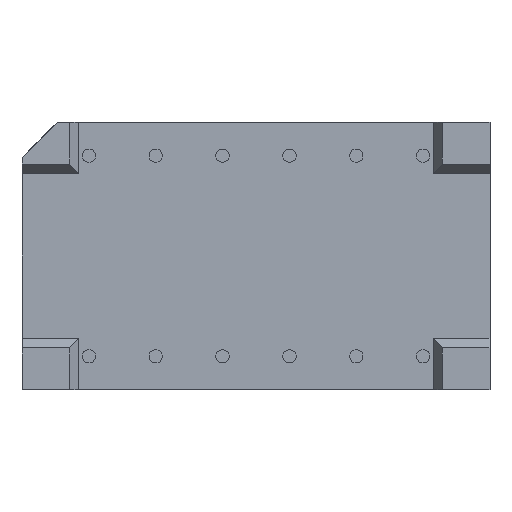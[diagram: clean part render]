
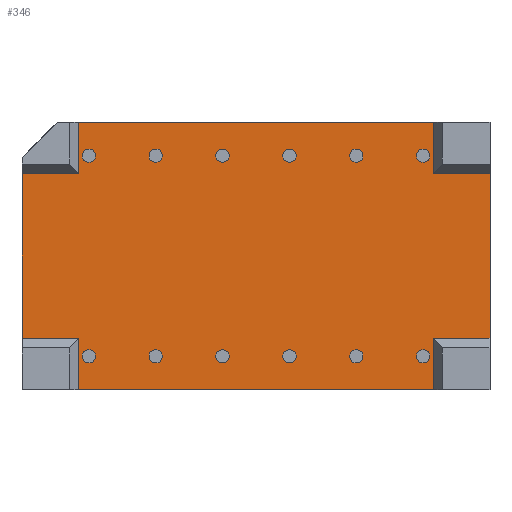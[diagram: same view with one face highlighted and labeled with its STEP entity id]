
A CAD part, front view. The second image highlights one B-rep face of the part: STEP entity #346.
In plain terms, the highlighted planar face has unit normal (0, -1, 0).
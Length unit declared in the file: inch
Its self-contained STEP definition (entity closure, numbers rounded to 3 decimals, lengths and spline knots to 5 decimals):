
#23 = VECTOR ( 'NONE', #2022, 39.37008 ) ;
#60 = EDGE_CURVE ( 'NONE', #640, #2977, #2320, .T. ) ;
#140 = CARTESIAN_POINT ( 'NONE',  ( 0.35, 0.02, -0.12287 ) ) ;
#265 = CARTESIAN_POINT ( 'NONE',  ( -0.26591, 0.02, -0.2 ) ) ;
#266 = CARTESIAN_POINT ( 'NONE',  ( 0.26591, 0.02, -0.2 ) ) ;
#270 = CARTESIAN_POINT ( 'NONE',  ( -0.35, 0.02, 0.12287 ) ) ;
#306 = DIRECTION ( 'NONE',  ( -1., 0., 0. ) ) ;
#331 = VERTEX_POINT ( 'NONE', #270 ) ;
#346 = ADVANCED_FACE ( 'NONE', ( #2831 ), #2308, .F. ) ;
#375 = CARTESIAN_POINT ( 'NONE',  ( -0.26591, 0.02, -0.2 ) ) ;
#397 = CARTESIAN_POINT ( 'NONE',  ( 0., 0.02, -0.2 ) ) ;
#436 = CARTESIAN_POINT ( 'NONE',  ( -0.26591, 0.02, -0.12287 ) ) ;
#452 = LINE ( 'NONE', #265, #2600 ) ;
#473 = VECTOR ( 'NONE', #3216, 39.37008 ) ;
#478 = EDGE_CURVE ( 'NONE', #2003, #3215, #2216, .T. ) ;
#510 = CARTESIAN_POINT ( 'NONE',  ( -0.26591, 0.02, -0.2 ) ) ;
#511 = VECTOR ( 'NONE', #1905, 39.37008 ) ;
#561 = VERTEX_POINT ( 'NONE', #1900 ) ;
#570 = ORIENTED_EDGE ( 'NONE', *, *, #3105, .F. ) ;
#581 = CARTESIAN_POINT ( 'NONE',  ( 0.35, 0.02, 0.12287 ) ) ;
#640 = VERTEX_POINT ( 'NONE', #436 ) ;
#677 = EDGE_CURVE ( 'NONE', #1484, #744, #976, .T. ) ;
#744 = VERTEX_POINT ( 'NONE', #2187 ) ;
#756 = ORIENTED_EDGE ( 'NONE', *, *, #2487, .F. ) ;
#776 = ORIENTED_EDGE ( 'NONE', *, *, #1663, .T. ) ;
#799 = CARTESIAN_POINT ( 'NONE',  ( 0.26591, 0.02, 0.12287 ) ) ;
#832 = LINE ( 'NONE', #3047, #23 ) ;
#866 = DIRECTION ( 'NONE',  ( -1., 0., 0. ) ) ;
#877 = LINE ( 'NONE', #1966, #473 ) ;
#880 = DIRECTION ( 'NONE',  ( 0., 0., -1. ) ) ;
#892 = EDGE_LOOP ( 'NONE', ( #3048, #1648, #3058, #2660, #570, #756, #776, #1687, #2164, #1461, #1422, #1375 ) ) ;
#905 = CARTESIAN_POINT ( 'NONE',  ( 0.35, 0.02, 0.12287 ) ) ;
#922 = VERTEX_POINT ( 'NONE', #266 ) ;
#976 = LINE ( 'NONE', #1441, #3255 ) ;
#1041 = CARTESIAN_POINT ( 'NONE',  ( 0., 0.02, -0.2 ) ) ;
#1059 = DIRECTION ( 'NONE',  ( 0., 0., 1. ) ) ;
#1112 = CARTESIAN_POINT ( 'NONE',  ( 0.35, 0.02, -0.12287 ) ) ;
#1159 = EDGE_CURVE ( 'NONE', #3215, #561, #877, .T. ) ;
#1174 = CARTESIAN_POINT ( 'NONE',  ( 0.26591, 0.02, -0.2 ) ) ;
#1236 = VECTOR ( 'NONE', #1664, 39.37008 ) ;
#1240 = CARTESIAN_POINT ( 'NONE',  ( -0.35, 0.02, -0.12287 ) ) ;
#1243 = LINE ( 'NONE', #1629, #2788 ) ;
#1375 = ORIENTED_EDGE ( 'NONE', *, *, #3091, .T. ) ;
#1378 = EDGE_CURVE ( 'NONE', #2554, #331, #1526, .T. ) ;
#1389 = CARTESIAN_POINT ( 'NONE',  ( -0.26591, 0.02, 0.2 ) ) ;
#1422 = ORIENTED_EDGE ( 'NONE', *, *, #1159, .T. ) ;
#1441 = CARTESIAN_POINT ( 'NONE',  ( 0.35, 0.02, -0.12287 ) ) ;
#1461 = ORIENTED_EDGE ( 'NONE', *, *, #478, .T. ) ;
#1463 = DIRECTION ( 'NONE',  ( -1., 0., 0. ) ) ;
#1484 = VERTEX_POINT ( 'NONE', #1112 ) ;
#1514 = VECTOR ( 'NONE', #2952, 39.37008 ) ;
#1526 = LINE ( 'NONE', #2664, #2770 ) ;
#1619 = CARTESIAN_POINT ( 'NONE',  ( -0.35, 0.02, 0.12287 ) ) ;
#1629 = CARTESIAN_POINT ( 'NONE',  ( 0., 0.02, 0.2 ) ) ;
#1648 = ORIENTED_EDGE ( 'NONE', *, *, #1378, .T. ) ;
#1663 = EDGE_CURVE ( 'NONE', #922, #744, #3044, .T. ) ;
#1664 = DIRECTION ( 'NONE',  ( -1., 0., 0. ) ) ;
#1687 = ORIENTED_EDGE ( 'NONE', *, *, #677, .F. ) ;
#1861 = EDGE_CURVE ( 'NONE', #2003, #1484, #832, .T. ) ;
#1895 = DIRECTION ( 'NONE',  ( -1., 0., 0. ) ) ;
#1900 = CARTESIAN_POINT ( 'NONE',  ( 0.26591, 0.02, 0.2 ) ) ;
#1905 = DIRECTION ( 'NONE',  ( 0., 0., 1. ) ) ;
#1966 = CARTESIAN_POINT ( 'NONE',  ( 0.26591, 0.02, -0.2 ) ) ;
#2003 = VERTEX_POINT ( 'NONE', #905 ) ;
#2022 = DIRECTION ( 'NONE',  ( 0., 0., -1. ) ) ;
#2164 = ORIENTED_EDGE ( 'NONE', *, *, #1861, .F. ) ;
#2174 = LINE ( 'NONE', #1619, #2760 ) ;
#2187 = CARTESIAN_POINT ( 'NONE',  ( 0.26591, 0.02, -0.12287 ) ) ;
#2198 = VERTEX_POINT ( 'NONE', #1389 ) ;
#2216 = LINE ( 'NONE', #581, #2871 ) ;
#2269 = CARTESIAN_POINT ( 'NONE',  ( -0.26591, 0.02, 0.12287 ) ) ;
#2295 = EDGE_CURVE ( 'NONE', #2554, #2198, #2377, .T. ) ;
#2308 = PLANE ( 'NONE',  #3038 ) ;
#2320 = LINE ( 'NONE', #140, #1236 ) ;
#2335 = DIRECTION ( 'NONE',  ( 0., 0., 1. ) ) ;
#2377 = LINE ( 'NONE', #375, #3226 ) ;
#2487 = EDGE_CURVE ( 'NONE', #922, #2616, #3114, .T. ) ;
#2554 = VERTEX_POINT ( 'NONE', #2269 ) ;
#2587 = DIRECTION ( 'NONE',  ( 0., 1., 0. ) ) ;
#2600 = VECTOR ( 'NONE', #1059, 39.37008 ) ;
#2616 = VERTEX_POINT ( 'NONE', #510 ) ;
#2657 = EDGE_CURVE ( 'NONE', #331, #2977, #2174, .T. ) ;
#2660 = ORIENTED_EDGE ( 'NONE', *, *, #60, .F. ) ;
#2664 = CARTESIAN_POINT ( 'NONE',  ( 0.35, 0.02, 0.12287 ) ) ;
#2760 = VECTOR ( 'NONE', #880, 39.37008 ) ;
#2770 = VECTOR ( 'NONE', #866, 39.37008 ) ;
#2788 = VECTOR ( 'NONE', #1895, 39.37008 ) ;
#2831 = FACE_OUTER_BOUND ( 'NONE', #892, .T. ) ;
#2871 = VECTOR ( 'NONE', #306, 39.37008 ) ;
#2895 = DIRECTION ( 'NONE',  ( 0., 0., 1. ) ) ;
#2952 = DIRECTION ( 'NONE',  ( -1., 0., 0. ) ) ;
#2977 = VERTEX_POINT ( 'NONE', #1240 ) ;
#3038 = AXIS2_PLACEMENT_3D ( 'NONE', #1041, #2587, #2335 ) ;
#3044 = LINE ( 'NONE', #1174, #511 ) ;
#3047 = CARTESIAN_POINT ( 'NONE',  ( 0.35, 0.02, 0.12287 ) ) ;
#3048 = ORIENTED_EDGE ( 'NONE', *, *, #2295, .F. ) ;
#3058 = ORIENTED_EDGE ( 'NONE', *, *, #2657, .T. ) ;
#3091 = EDGE_CURVE ( 'NONE', #561, #2198, #1243, .T. ) ;
#3105 = EDGE_CURVE ( 'NONE', #2616, #640, #452, .T. ) ;
#3114 = LINE ( 'NONE', #397, #1514 ) ;
#3215 = VERTEX_POINT ( 'NONE', #799 ) ;
#3216 = DIRECTION ( 'NONE',  ( 0., 0., 1. ) ) ;
#3226 = VECTOR ( 'NONE', #2895, 39.37008 ) ;
#3255 = VECTOR ( 'NONE', #1463, 39.37008 ) ;
